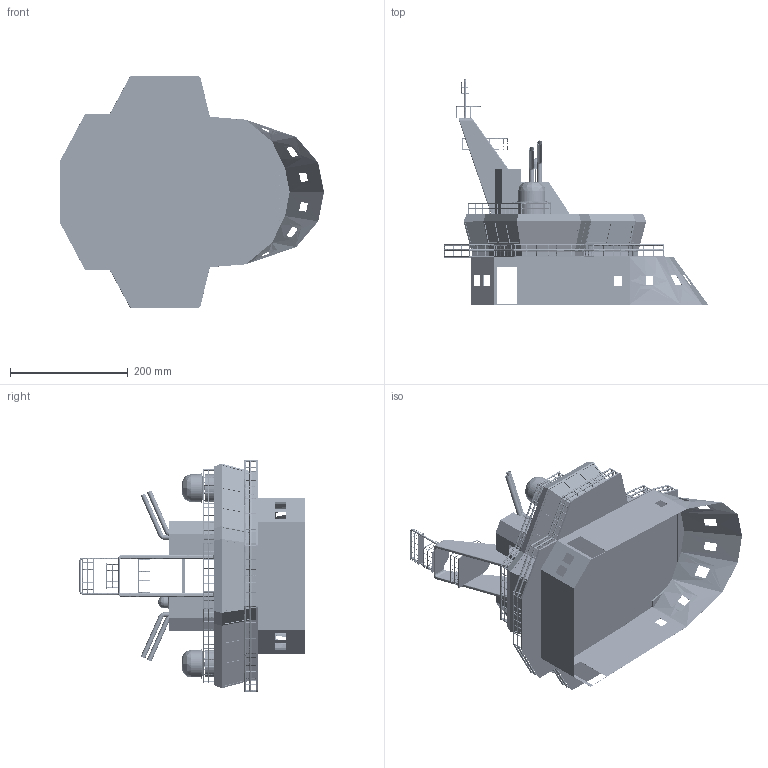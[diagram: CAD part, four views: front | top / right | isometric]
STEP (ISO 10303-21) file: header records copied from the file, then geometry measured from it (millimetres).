
FILE_DESCRIPTION(('FreeCAD Model'),'2;1');
FILE_NAME('Open CASCADE Shape Model','2025-05-03T21:01:27',('FreeCAD'),( 'FreeCAD'),'Open CASCADE STEP processor 7.6','FreeCAD','Unknown');
FILE_SCHEMA(('AUTOMOTIVE_DESIGN { 1 0 10303 214 1 1 1 1 }'));
Products named in the file (1): Open CASCADE STEP translator 7.6 1
Bounding box: 448.43 x 382.62 x 394.81 mm (x, y, z)
Surface area: 1070346.6 mm2 (no closed solid volume)
Topology: 0 solids, 1991 shells, 1991 faces, 48405 edges, 48389 vertices
Faces by surface type: bspline 1991
Entity records: 492278 total; most frequent: CARTESIAN_POINT 287307, ORIENTED_EDGE 48398, EDGE_CURVE 48397, VERTEX_POINT 48390, B_SPLINE_CURVE_WITH_KNOTS 47189, FACE_BOUND 2963, EDGE_LOOP 2963, SHELL_BASED_SURFACE_MODEL 1990
